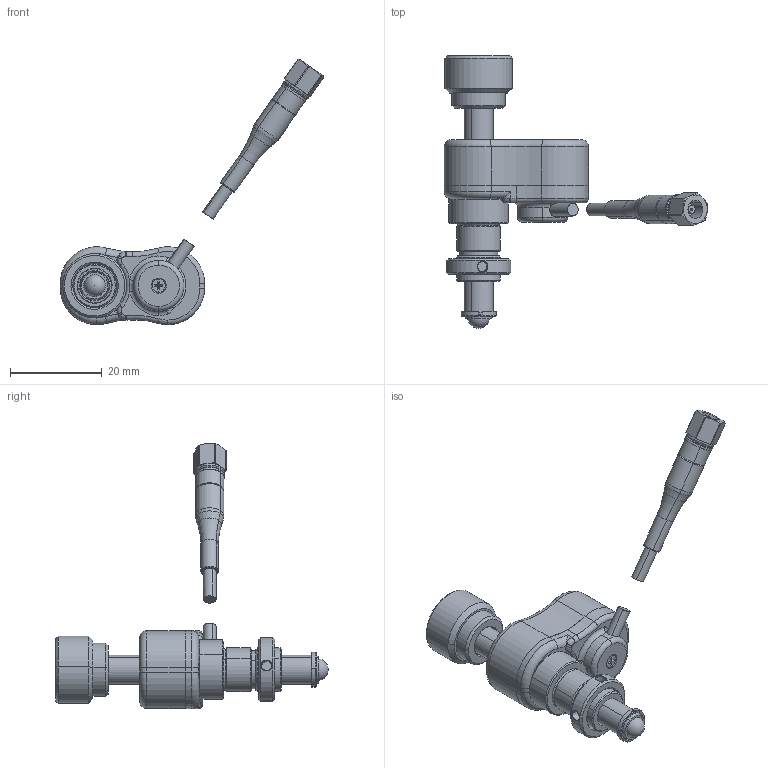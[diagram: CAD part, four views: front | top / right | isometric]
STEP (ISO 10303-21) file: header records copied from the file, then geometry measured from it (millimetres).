
FILE_DESCRIPTION (( 'STEP AP203' ), '1' );
FILE_NAME ('ETN017852-E0W.STEP', '2022-09-16T12:22:28', ( '' ), ( '' ), 'SwSTEP 2.0', 'SolidWorks 2022', '' );
FILE_SCHEMA (( 'CONFIG_CONTROL_DESIGN' ));
Length unit declared in the file: millimetre
Products named in the file (23): DB0512 - M1.6 x 4 Pozi Csk Black_ISO 7046-1 - M2.5 x 8 - Z --- 8N; 137522 - 3_8-40 Retaining Nut; 137516-LEA-PIA13 Housing-Engraved; 137515-Piezo Flexure; Copy of RG174 Strain Relief_Black_LEMO_GMD00028DN^169745-SMC Cable-1m; BA0225 - M1.6 Solder Tag - Deformed 90deg; 137516-Housing; 137521-Cable Gland; 169745-SMC Cable-1m; KS1-4-CT-ENGRAVE - 1579-004 REV I, HEX KNOB; 137917-13mm Travel Screw-Black Hard Coated; 137518-9.5mm Barrel Mount; ETN017852-E0W; CF0204 - 3_16 Tungsten Carbide-Cobalt Ball; DB0495 - M1.6x4 SKT CAP A2 SS; F25SC1-1; Copy of SMC Straight Plug_Crimp_R112075000_Farnell 4194305^169745-SMC Cable-1m; 137831-Rod End Boss; 137832-Flex Rod; 137955-1_4-80 x 1.99 Screw; Copy of Cable RG174^169745-SMC Cable-1m; 137519-Wire Spring; 137517-Barrel Base
Assembly tree (25 placements, depth 3):
  ETN017852-E0W
    137517-Barrel Base
    137515-Piezo Flexure
    137831-Rod End Boss
    137832-Flex Rod
    137518-9.5mm Barrel Mount
    137917-13mm Travel Screw-Black Hard Coated
      137955-1_4-80 x 1.99 Screw
    KS1-4-CT-ENGRAVE - 1579-004 REV I, HEX KNOB
    137522 - 3_8-40 Retaining Nut
    137521-Cable Gland
    DB0512 - M1.6 x 4 Pozi Csk Black_ISO 7046-1 - M2.5 x 8 - Z --- 8N
    F25SC1-1
    137519-Wire Spring
    137516-LEA-PIA13 Housing-Engraved
      137516-Housing
    DB0495 - M1.6x4 SKT CAP A2 SS  x4
    BA0225 - M1.6 Solder Tag - Deformed 90deg
    CF0204 - 3_16 Tungsten Carbide-Cobalt Ball
    169745-SMC Cable-1m
      Copy of Cable RG174^169745-SMC Cable-1m
      Copy of RG174 Strain Relief_Black_LEMO_GMD00028DN^169745-SMC Cable-1m
      Copy of SMC Straight Plug_Crimp_R112075000_Farnell 4194305^169745-SMC Cable-1m
Bounding box: 57.52 x 59.49 x 57.91 mm (x, y, z)
Volume: 7859.5 mm3; surface area: 11403.1 mm2
Topology: 23 solids, 23 shells, 1637 faces, 4268 edges, 2761 vertices
Faces by surface type: plane 680, cylinder 392, bspline 366, cone 121, torus 76, sphere 2
Entity records: 191831 total; most frequent: CARTESIAN_POINT 153035, ORIENTED_EDGE 8318, DIRECTION 6427, EDGE_CURVE 4159, VERTEX_POINT 2692, LINE 2201, VECTOR 2201, AXIS2_PLACEMENT_3D 2113
